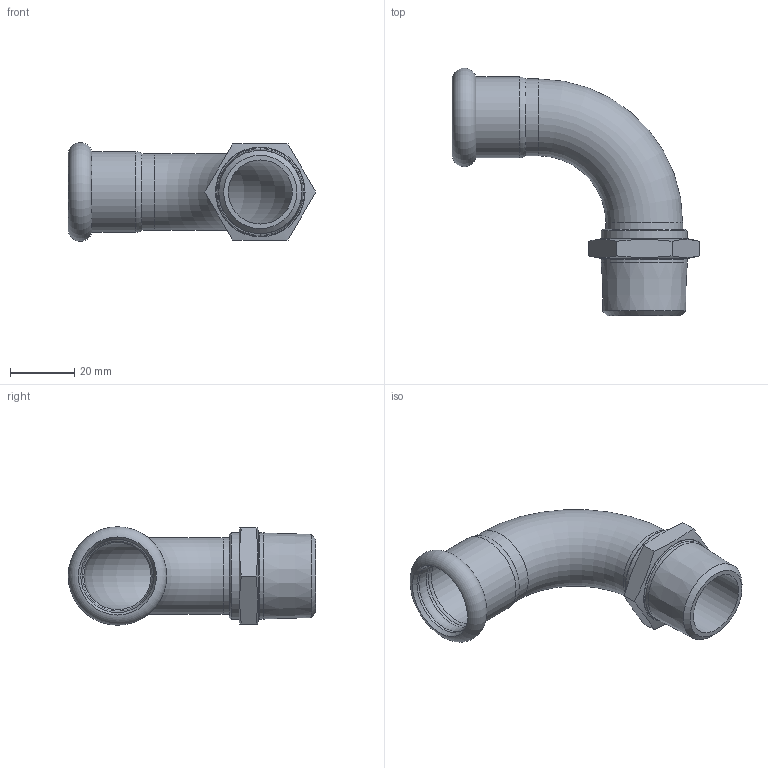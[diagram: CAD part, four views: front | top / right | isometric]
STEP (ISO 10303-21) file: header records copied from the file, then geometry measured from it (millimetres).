
FILE_DESCRIPTION(/* description */ ('Curva 90° MF 3/4"x22 Steel'),/* implementation_level */ '2;1');
FILE_NAME(/* name */ '397304022_Steelpres.stp',/* time_stamp */ '2022-10-21T14:28:55+02:00',/* author */ ('Vault'),/* organization */ ('Raccorderie metalliche s.p.a. '),/* preprocessor_version */ 'ST-DEVELOPER v18.1',/* originating_system */ 'Autodesk Inventor 2020',/* authorisation */ 'Raccorderie metalliche s.p.a. ');
FILE_SCHEMA (('AUTOMOTIVE_DESIGN { 1 0 10303 214 3 1 1 }'));
Length unit declared in the file: millimetre
Products named in the file (1): 397304022_Steelpres
Bounding box: 77.32 x 77.4 x 30.79 mm (x, y, z)
Volume: 17267.1 mm3; surface area: 17558.4 mm2
Topology: 1 solids, 1 shells, 39 faces, 122 edges, 88 vertices
Faces by surface type: cylinder 12, plane 11, torus 9, cone 7
Full cylindrical faces by diameter (mm): 20 x1, 21 x2, 22.3 x1, 22.9 x2, 24 x2, 24.2 x1, 25.3 x1, 26.9 x1, 27 x1
Entity records: 1470 total; most frequent: CARTESIAN_POINT 278, DIRECTION 271, ORIENTED_EDGE 244, AXIS2_PLACEMENT_3D 123, EDGE_CURVE 122, VERTEX_POINT 88, CIRCLE 83, EDGE_LOOP 44
